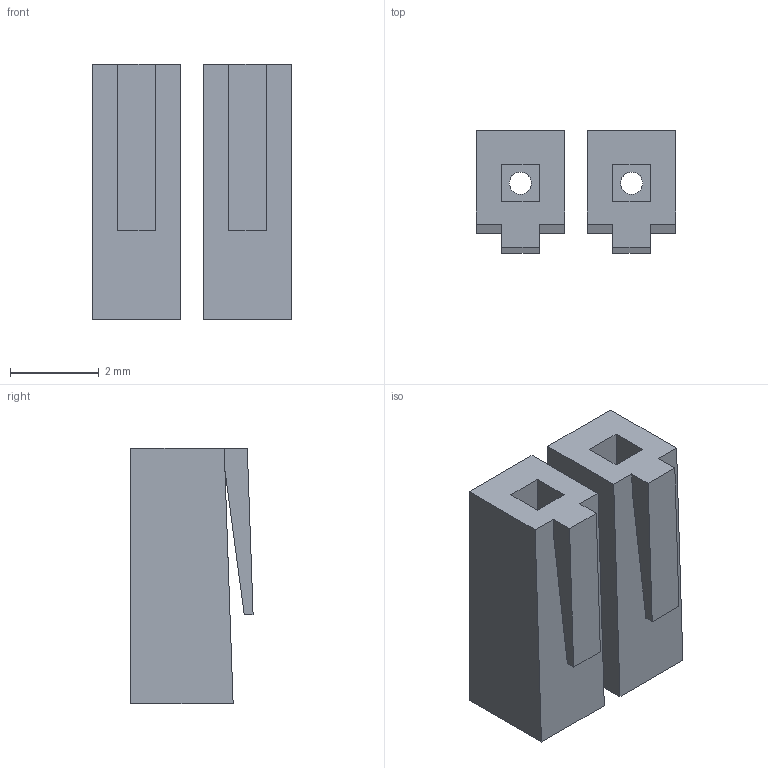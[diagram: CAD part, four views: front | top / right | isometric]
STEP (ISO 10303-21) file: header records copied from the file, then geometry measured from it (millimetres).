
FILE_DESCRIPTION(/* description */ (''),/* implementation_level */ '2;1');
FILE_NAME(/* name */ 'connector_Cl22.stp',/* time_stamp */ '2017-09-11T07:54:43+02:00',/* author */ (''),/* organization */ (''),/* preprocessor_version */ 'ST-DEVELOPER v16',/* originating_system */ 'SIEMENS PLM Software NX 11.0',/* authorisation */ '');
FILE_SCHEMA (('AUTOMOTIVE_DESIGN { 1 0 10303 214 3 1 1 1 }'));
Length unit declared in the file: millimetre
Products named in the file (2): cable_cap; connector_Cl22
Assembly tree (2 placements, depth 2):
  connector_Cl22
    cable_cap  x2
Bounding box: 4.5 x 2.75 x 5.75 mm (x, y, z)
Volume: 48.5 mm3; surface area: 156.5 mm2
Topology: 2 solids, 2 shells, 36 faces, 88 edges, 58 vertices
Faces by surface type: plane 32, cylinder 2, cone 2
Full cylindrical faces by diameter (mm): 0.5 x2
Entity records: 567 total; most frequent: CARTESIAN_POINT 92, DIRECTION 87, ORIENTED_EDGE 84, EDGE_CURVE 42, LINE 39, VECTOR 39, VERTEX_POINT 29, AXIS2_PLACEMENT_3D 24
